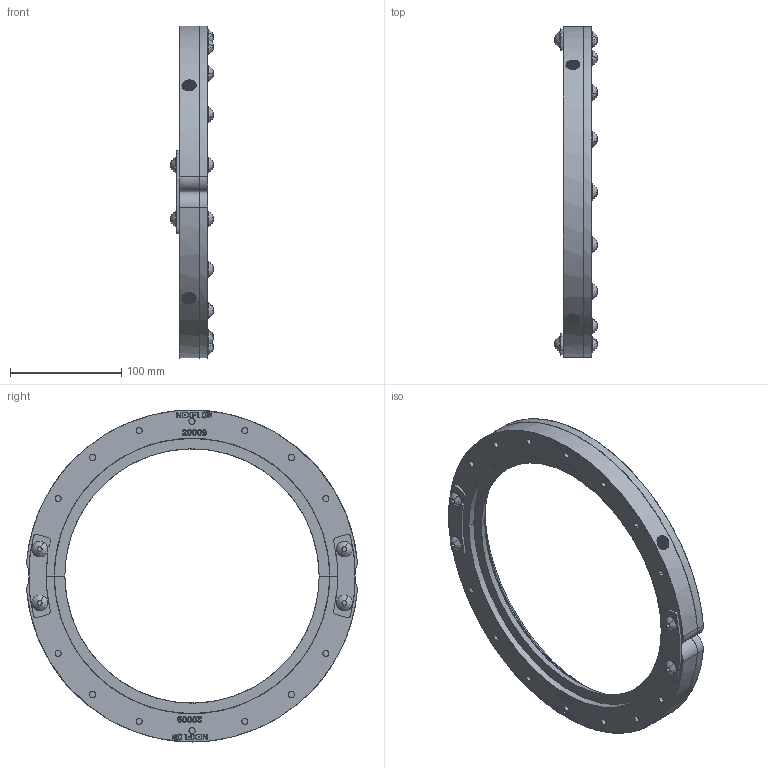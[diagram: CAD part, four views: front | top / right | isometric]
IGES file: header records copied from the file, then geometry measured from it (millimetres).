
Start section: SolidWorks IGES file using analytic representation for surfaces
Global section: file name: RING BLADE 20009.IGS; native system: SolidWorks 2020; preprocessor: SolidWorks 2020; author: Ammad; date: 210423.195845; units: inch
Bounding box: 38.27 x 297.32 x 298.5 mm (x, y, z)
Surface area: 174972.1 mm2 (no closed solid volume)
Topology: 0 solids, 0 shells, 1608 faces, 13262 edges, 13254 vertices
Faces by surface type: bspline 1608
